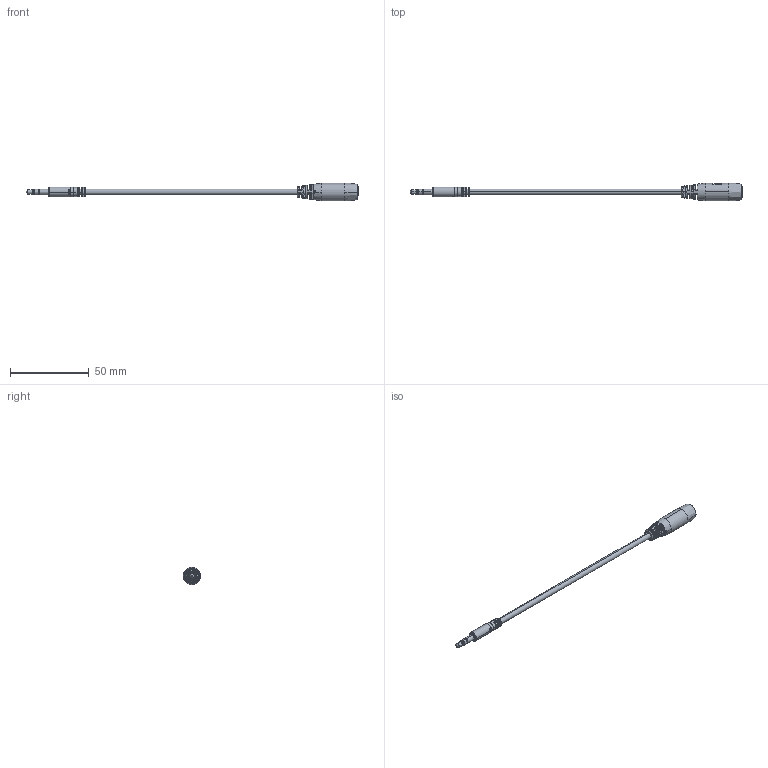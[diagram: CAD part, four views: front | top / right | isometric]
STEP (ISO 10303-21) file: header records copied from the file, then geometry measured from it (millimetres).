
FILE_DESCRIPTION (( 'STEP AP214' ), '1' );
FILE_NAME ('10-02134_revA2.STEP', '2017-08-14T18:18:00', ( '' ), ( '' ), 'SwSTEP 2.0', 'SolidWorks 2015', '' );
FILE_SCHEMA (( 'AUTOMOTIVE_DESIGN' ));
Length unit declared in the file: millimetre
Products named in the file (11): 50-00039 shell; 50-00039 contact 2; 30-00177_blunt cut; 50-00039; 10-02134_revA2; 24-00028; 50-00039 insulator; 50-00039 contact 1; 50-00396; 50-00039 ring; 24-00036
Assembly tree (10 placements, depth 3):
  10-02134_revA2
    30-00177_blunt cut
    24-00036
    50-00039
      50-00039 contact 1
      50-00039 contact 2
      50-00039 insulator
      50-00039 ring
      50-00039 shell
    24-00028
    50-00396
Bounding box: 210.9 x 11 x 11 mm (x, y, z)
Volume: 5661.3 mm3; surface area: 18571.2 mm2
Topology: 73 solids, 73 shells, 972 faces, 2368 edges, 1556 vertices
Faces by surface type: cylinder 396, plane 383, bspline 119, cone 40, torus 34
Entity records: 39543 total; most frequent: CARTESIAN_POINT 10693, ORIENTED_EDGE 4736, DIRECTION 4679, EDGE_CURVE 2368, AXIS2_PLACEMENT_3D 1909, VERTEX_POINT 1556, EDGE_LOOP 1140, CIRCLE 1042
